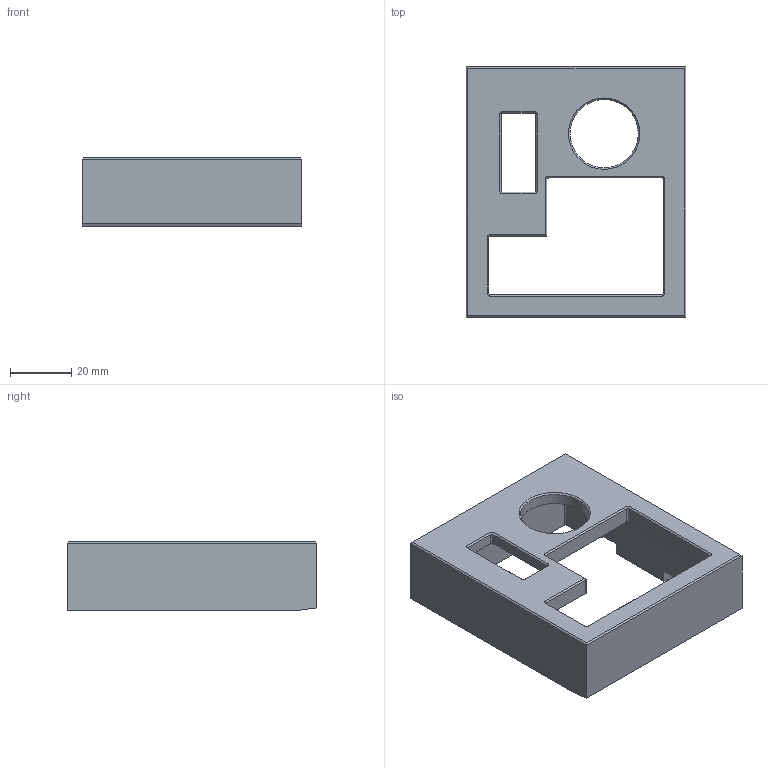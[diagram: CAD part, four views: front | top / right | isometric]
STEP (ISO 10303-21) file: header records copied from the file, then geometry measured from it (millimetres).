
FILE_DESCRIPTION(/* description */ (''),/* implementation_level */ '2;1');
FILE_NAME(/* name */ 'Top.step',/* time_stamp */ '2021-12-04T17:13:24-06:00',/* author */ (''),/* organization */ (''),/* preprocessor_version */ 'ST-DEVELOPER v18.1',/* originating_system */ 'Autodesk Translation Framework v10.10.0.1391',/* authorisation */ '');
FILE_SCHEMA (('AUTOMOTIVE_DESIGN { 1 0 10303 214 3 1 1 }'));
Length unit declared in the file: millimetre
Products named in the file (2): Kinetic.Pad Case; Top Case (1)
Assembly tree (1 placements, depth 2):
  Kinetic.Pad Case
    Top Case (1)
Bounding box: 71.75 x 81.66 x 22.5 mm (x, y, z)
Volume: 45498.9 mm3; surface area: 19889.7 mm2
Topology: 1 solids, 1 shells, 112 faces, 284 edges, 174 vertices
Faces by surface type: plane 58, cylinder 35, cone 15, torus 4
Full cylindrical faces by diameter (mm): 22.318 x1
Entity records: 3392 total; most frequent: DIRECTION 601, CARTESIAN_POINT 572, ORIENTED_EDGE 566, EDGE_CURVE 283, AXIS2_PLACEMENT_3D 203, LINE 195, VECTOR 195, VERTEX_POINT 174
